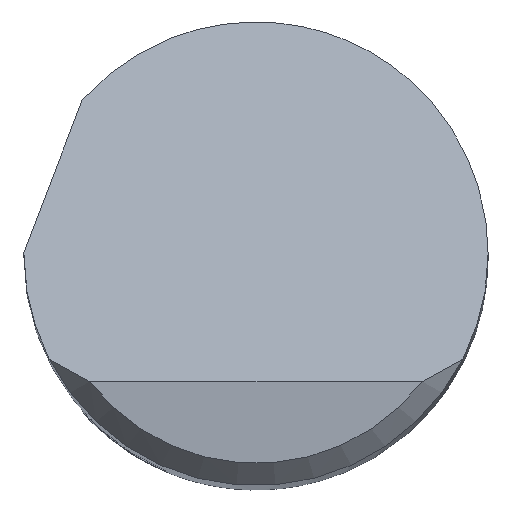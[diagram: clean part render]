
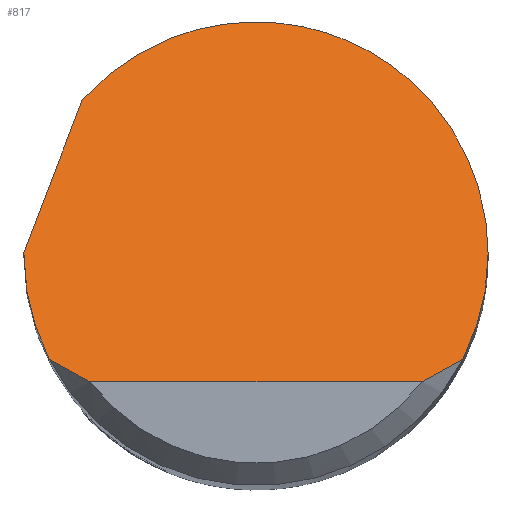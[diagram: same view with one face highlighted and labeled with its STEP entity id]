
A CAD part, top view. The second image highlights one B-rep face of the part: STEP entity #817.
In plain terms, the highlighted planar face has unit normal (0, 0.707, 0.707).
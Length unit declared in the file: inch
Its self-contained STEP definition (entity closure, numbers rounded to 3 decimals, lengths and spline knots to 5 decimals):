
#12 = ORIENTED_EDGE ( 'NONE', *, *, #600, .F. ) ;
#18 = DIRECTION ( 'NONE',  ( 1., 0., 0. ) ) ;
#30 = CARTESIAN_POINT ( 'NONE',  ( -0.13906, -0.07125, 1.985 ) ) ;
#51 = CARTESIAN_POINT ( 'NONE',  ( -0.15625, 0.001, 1.91275 ) ) ;
#56 = EDGE_CURVE ( 'NONE', #568, #151, #632, .T. ) ;
#60 = CARTESIAN_POINT ( 'NONE',  ( -0.15625, 0., 1.91375 ) ) ;
#67 = B_SPLINE_CURVE_WITH_KNOTS ( 'NONE', 3,
 ( #30, #235, #844, #791 ),
 .UNSPECIFIED., .F., .F.,
 ( 4, 4 ),
 ( 0., 0.00088 ),
 .UNSPECIFIED. ) ;
#88 = CARTESIAN_POINT ( 'NONE',  ( 0., -0.08625, 2. ) ) ;
#107 = CARTESIAN_POINT ( 'NONE',  ( -0.15625, 0.00033, 1.91342 ) ) ;
#123 = CARTESIAN_POINT ( 'NONE',  ( -0.00347, 0.2315, 1.68225 ) ) ;
#131 = CARTESIAN_POINT ( 'NONE',  ( 0.13035, -0.07657, 1.99032 ) ) ;
#146 =( BOUNDED_CURVE ( )  B_SPLINE_CURVE ( 3, ( #262, #123, #865, #248 ),
 .UNSPECIFIED., .F., .F. ) 
 B_SPLINE_CURVE_WITH_KNOTS ( ( 4, 4 ),
 ( 5.4382, 7.85398 ),
 .UNSPECIFIED. ) 
 CURVE ( )  GEOMETRIC_REPRESENTATION_ITEM ( )  RATIONAL_B_SPLINE_CURVE ( ( 1., 0.57, 0.57, 1. ) ) 
 REPRESENTATION_ITEM ( '' )  );
#151 = VERTEX_POINT ( 'NONE', #769 ) ;
#183 = ORIENTED_EDGE ( 'NONE', *, *, #299, .F. ) ;
#194 = LINE ( 'NONE', #591, #322 ) ;
#211 = ORIENTED_EDGE ( 'NONE', *, *, #355, .T. ) ;
#227 = CARTESIAN_POINT ( 'NONE',  ( -0.13906, -0.07125, 1.985 ) ) ;
#228 = VERTEX_POINT ( 'NONE', #60 ) ;
#235 = CARTESIAN_POINT ( 'NONE',  ( -0.13035, -0.07657, 1.99032 ) ) ;
#238 =( BOUNDED_CURVE ( )  B_SPLINE_CURVE ( 3, ( #309, #107, #604, #51 ),
 .UNSPECIFIED., .F., .F. ) 
 B_SPLINE_CURVE_WITH_KNOTS ( ( 4, 4 ),
 ( 4.71239, 4.71879 ),
 .UNSPECIFIED. ) 
 CURVE ( )  GEOMETRIC_REPRESENTATION_ITEM ( )  RATIONAL_B_SPLINE_CURVE ( ( 1., 1., 1., 1. ) ) 
 REPRESENTATION_ITEM ( '' )  );
#239 = CARTESIAN_POINT ( 'NONE',  ( 0.15625, 0., 1.91375 ) ) ;
#244 = CARTESIAN_POINT ( 'NONE',  ( -0.11687, 0.10371, 1.81004 ) ) ;
#248 = CARTESIAN_POINT ( 'NONE',  ( 0.15625, 0., 1.91375 ) ) ;
#262 = CARTESIAN_POINT ( 'NONE',  ( -0.11687, 0.10371, 1.81004 ) ) ;
#271 = CARTESIAN_POINT ( 'NONE',  ( 0.15625, 0., 1.91375 ) ) ;
#274 = EDGE_CURVE ( 'NONE', #359, #643, #67, .T. ) ;
#294 = VERTEX_POINT ( 'NONE', #244 ) ;
#299 = EDGE_CURVE ( 'NONE', #359, #228, #362, .T. ) ;
#300 = CARTESIAN_POINT ( 'NONE',  ( 0.15041, -0.04909, 1.96284 ) ) ;
#302 = ORIENTED_EDGE ( 'NONE', *, *, #752, .F. ) ;
#309 = CARTESIAN_POINT ( 'NONE',  ( -0.15625, 0., 1.91375 ) ) ;
#318 = PLANE ( 'NONE',  #629 ) ;
#321 = VECTOR ( 'NONE', #18, 39.37008 ) ;
#322 = VECTOR ( 'NONE', #324, 39.37008 ) ;
#324 = DIRECTION ( 'NONE',  ( 0.262, 0.682, -0.682 ) ) ;
#335 = CARTESIAN_POINT ( 'NONE',  ( 0.11186, -0.08625, 2. ) ) ;
#355 = EDGE_CURVE ( 'NONE', #643, #568, #440, .T. ) ;
#359 = VERTEX_POINT ( 'NONE', #576 ) ;
#362 =( BOUNDED_CURVE ( )  B_SPLINE_CURVE ( 3, ( #227, #726, #504, #787 ),
 .UNSPECIFIED., .F., .F. ) 
 B_SPLINE_CURVE_WITH_KNOTS ( ( 4, 4 ),
 ( 4.23889, 4.71239 ),
 .UNSPECIFIED. ) 
 CURVE ( )  GEOMETRIC_REPRESENTATION_ITEM ( )  RATIONAL_B_SPLINE_CURVE ( ( 1., 0.981, 0.981, 1. ) ) 
 REPRESENTATION_ITEM ( '' )  );
#374 = VERTEX_POINT ( 'NONE', #471 ) ;
#375 = EDGE_CURVE ( 'NONE', #294, #500, #146, .T. ) ;
#390 = ORIENTED_EDGE ( 'NONE', *, *, #56, .T. ) ;
#392 = CARTESIAN_POINT ( 'NONE',  ( -0.15625, -0.08625, 2. ) ) ;
#413 = ORIENTED_EDGE ( 'NONE', *, *, #274, .T. ) ;
#440 = LINE ( 'NONE', #88, #321 ) ;
#469 = ORIENTED_EDGE ( 'NONE', *, *, #811, .F. ) ;
#471 = CARTESIAN_POINT ( 'NONE',  ( -0.15625, 0.001, 1.91275 ) ) ;
#500 = VERTEX_POINT ( 'NONE', #271 ) ;
#504 = CARTESIAN_POINT ( 'NONE',  ( -0.15625, -0.02489, 1.93864 ) ) ;
#568 = VERTEX_POINT ( 'NONE', #335 ) ;
#574 = CARTESIAN_POINT ( 'NONE',  ( -0.11186, -0.08625, 2. ) ) ;
#576 = CARTESIAN_POINT ( 'NONE',  ( -0.13906, -0.07125, 1.985 ) ) ;
#591 = CARTESIAN_POINT ( 'NONE',  ( -0.18741, -0.08028, 1.99403 ) ) ;
#595 = ORIENTED_EDGE ( 'NONE', *, *, #375, .F. ) ;
#600 = EDGE_CURVE ( 'NONE', #500, #151, #876, .T. ) ;
#604 = CARTESIAN_POINT ( 'NONE',  ( -0.15625, 0.00067, 1.91308 ) ) ;
#629 = AXIS2_PLACEMENT_3D ( 'NONE', #392, #860, #878 ) ;
#632 = B_SPLINE_CURVE_WITH_KNOTS ( 'NONE', 3,
 ( #677, #803, #131, #755 ),
 .UNSPECIFIED., .F., .F.,
 ( 4, 4 ),
 ( 0., 0.00088 ),
 .UNSPECIFIED. ) ;
#643 = VERTEX_POINT ( 'NONE', #574 ) ;
#677 = CARTESIAN_POINT ( 'NONE',  ( 0.11186, -0.08625, 2. ) ) ;
#724 = EDGE_LOOP ( 'NONE', ( #211, #390, #12, #595, #302, #469, #183, #413 ) ) ;
#726 = CARTESIAN_POINT ( 'NONE',  ( -0.15041, -0.04909, 1.96284 ) ) ;
#752 = EDGE_CURVE ( 'NONE', #374, #294, #194, .T. ) ;
#755 = CARTESIAN_POINT ( 'NONE',  ( 0.13906, -0.07125, 1.985 ) ) ;
#769 = CARTESIAN_POINT ( 'NONE',  ( 0.13906, -0.07125, 1.985 ) ) ;
#787 = CARTESIAN_POINT ( 'NONE',  ( -0.15625, 0., 1.91375 ) ) ;
#791 = CARTESIAN_POINT ( 'NONE',  ( -0.11186, -0.08625, 2. ) ) ;
#800 = FACE_OUTER_BOUND ( 'NONE', #724, .T. ) ;
#803 = CARTESIAN_POINT ( 'NONE',  ( 0.12131, -0.0816, 1.99535 ) ) ;
#811 = EDGE_CURVE ( 'NONE', #228, #374, #238, .T. ) ;
#817 = ADVANCED_FACE ( 'NONE', ( #800 ), #318, .F. ) ;
#839 = CARTESIAN_POINT ( 'NONE',  ( 0.15625, -0.02489, 1.93864 ) ) ;
#844 = CARTESIAN_POINT ( 'NONE',  ( -0.12131, -0.0816, 1.99535 ) ) ;
#848 = CARTESIAN_POINT ( 'NONE',  ( 0.13906, -0.07125, 1.985 ) ) ;
#860 = DIRECTION ( 'NONE',  ( 0., -0.707, -0.707 ) ) ;
#865 = CARTESIAN_POINT ( 'NONE',  ( 0.15625, 0.17085, 1.7429 ) ) ;
#876 =( BOUNDED_CURVE ( )  B_SPLINE_CURVE ( 3, ( #239, #839, #300, #848 ),
 .UNSPECIFIED., .F., .F. ) 
 B_SPLINE_CURVE_WITH_KNOTS ( ( 4, 4 ),
 ( 1.5708, 2.04429 ),
 .UNSPECIFIED. ) 
 CURVE ( )  GEOMETRIC_REPRESENTATION_ITEM ( )  RATIONAL_B_SPLINE_CURVE ( ( 1., 0.981, 0.981, 1. ) ) 
 REPRESENTATION_ITEM ( '' )  );
#878 = DIRECTION ( 'NONE',  ( 0., 0.707, -0.707 ) ) ;
